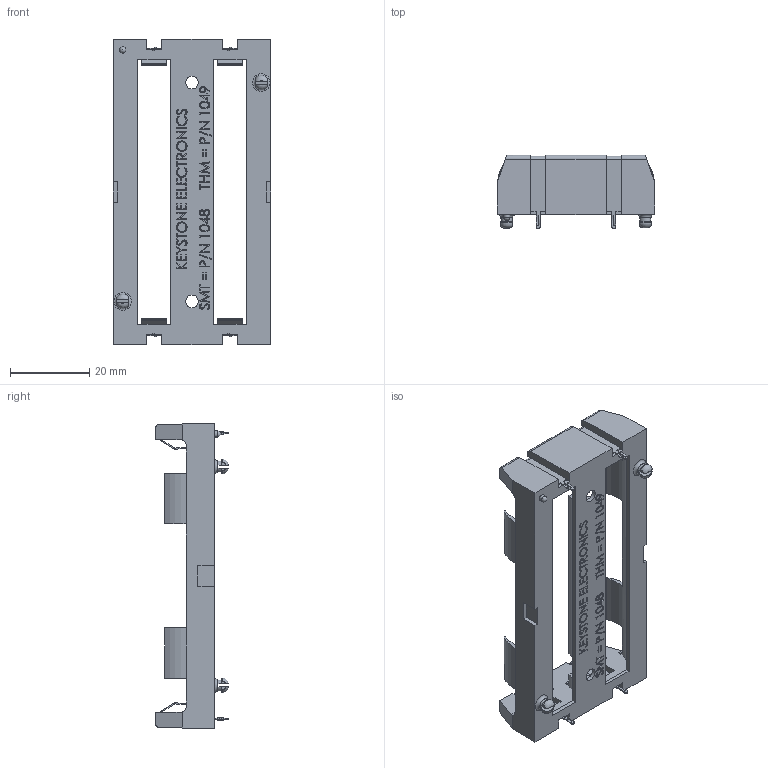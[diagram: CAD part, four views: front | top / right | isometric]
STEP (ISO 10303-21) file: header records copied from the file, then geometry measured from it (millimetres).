
FILE_DESCRIPTION (( 'STEP AP214' ), '1' );
FILE_NAME ('1049.STEP', '2022-05-12T19:41:09', ( '' ), ( '' ), 'SwSTEP 2.0', 'SolidWorks 2013', '' );
FILE_SCHEMA (( 'AUTOMOTIVE_DESIGN' ));
Length unit declared in the file: inch
Products named in the file (1): 1049
Bounding box: 39.78 x 18.47 x 77.06 mm (x, y, z)
Volume: 9734.9 mm3; surface area: 10503.5 mm2
Topology: 3 solids, 3 shells, 859 faces, 2380 edges, 1570 vertices
Faces by surface type: plane 631, bspline 140, cylinder 81, torus 6, sphere 1
Full cylindrical faces by diameter (mm): 1.575 x1, 2.921 x2, 3.175 x2
Entity records: 36851 total; most frequent: CARTESIAN_POINT 14158, ORIENTED_EDGE 4736, DIRECTION 3706, EDGE_CURVE 2368, VECTOR 1846, LINE 1846, VERTEX_POINT 1566, EDGE_LOOP 934
